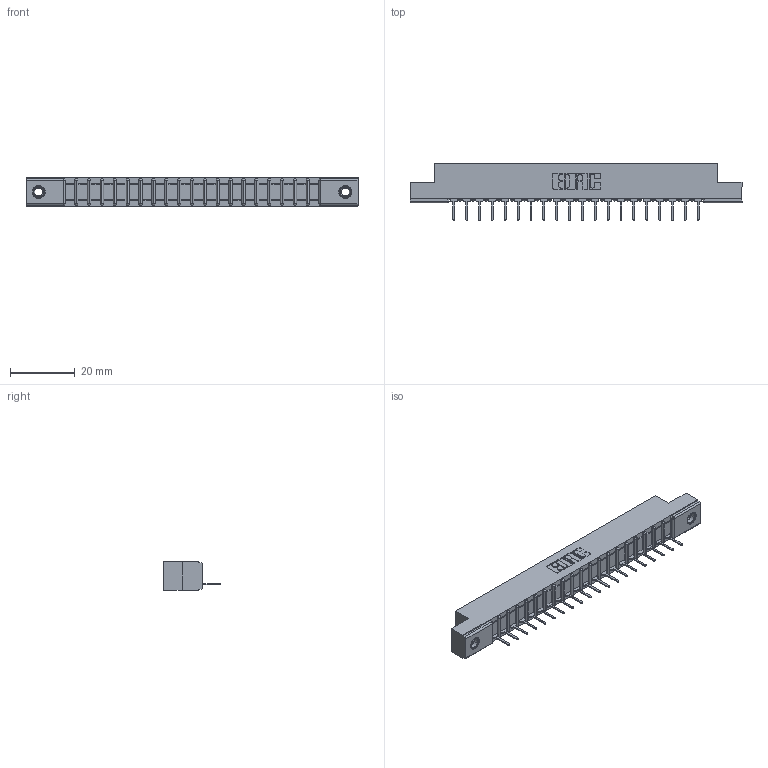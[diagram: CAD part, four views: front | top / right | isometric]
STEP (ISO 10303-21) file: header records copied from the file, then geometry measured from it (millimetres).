
FILE_DESCRIPTION (( 'STEP AP203' ), '1' );
FILE_NAME ('307-020-431-107.STEP', '2020-09-27T01:52:15', ( '' ), ( '' ), 'SwSTEP 2.0', 'SolidWorks 2020', '' );
FILE_SCHEMA (( 'CONFIG_CONTROL_DESIGN' ));
Length unit declared in the file: inch
Products named in the file (4): 307 Part_.156 Dia Mounting Holes; 307-290-001_531; 345-250-001_345-250-005-103; 307-020-431-107
Assembly tree (23 placements, depth 2):
  307-020-431-107
    307 Part_.156 Dia Mounting Holes
    307-290-001_531  x20
    345-250-001_345-250-005-103  x2
Bounding box: 102.26 x 17.42 x 8.71 mm (x, y, z)
Volume: 6411.1 mm3; surface area: 9700.1 mm2
Topology: 23 solids, 23 shells, 1319 faces, 3699 edges, 2374 vertices
Faces by surface type: plane 842, cylinder 419, sphere 42, cone 12, torus 4
Entity records: 21011 total; most frequent: CARTESIAN_POINT 3511, ORIENTED_EDGE 3490, DIRECTION 3437, EDGE_CURVE 1745, LINE 1329, VECTOR 1329, VERTEX_POINT 1128, AXIS2_PLACEMENT_3D 1054
